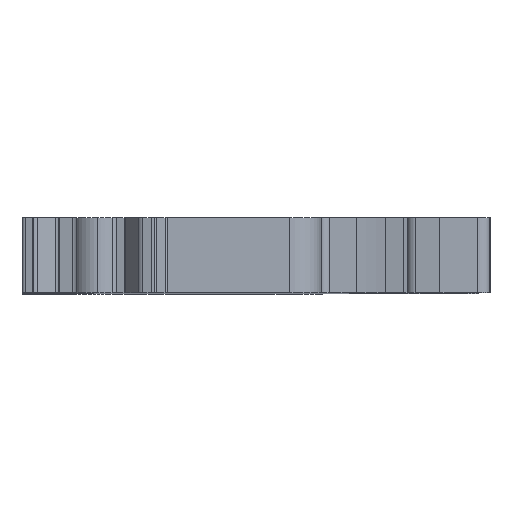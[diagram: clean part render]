
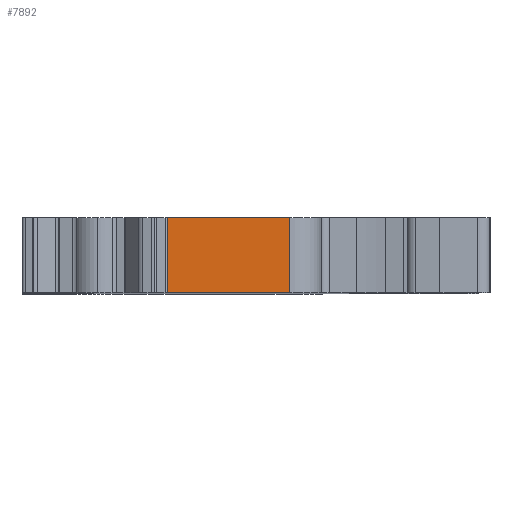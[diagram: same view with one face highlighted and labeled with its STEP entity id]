
A CAD part, top view. The second image highlights one B-rep face of the part: STEP entity #7892.
In plain terms, the highlighted face is planar.
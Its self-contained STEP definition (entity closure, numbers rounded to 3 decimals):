
#99 = EDGE_CURVE ( 'NONE', #5681, #6296, #7334, .T. ) ;
#254 = DIRECTION ( 'NONE',  ( 0., 1., 0. ) ) ;
#347 = FACE_OUTER_BOUND ( 'NONE', #8922, .T. ) ;
#398 = CARTESIAN_POINT ( 'NONE',  ( 0., -43.427, 8.443 ) ) ;
#660 = VECTOR ( 'NONE', #8085, 1000. ) ;
#1143 = ORIENTED_EDGE ( 'NONE', *, *, #99, .T. ) ;
#1372 = AXIS2_PLACEMENT_3D ( 'NONE', #398, #254, #6193 ) ;
#1562 = EDGE_CURVE ( 'NONE', #2444, #5681, #6396, .T. ) ;
#2444 = VERTEX_POINT ( 'NONE', #7600 ) ;
#2531 = EDGE_CURVE ( 'NONE', #6699, #6296, #8644, .T. ) ;
#2558 = PLANE ( 'NONE',  #1372 ) ;
#2629 = DIRECTION ( 'NONE',  ( 1., 0., 0. ) ) ;
#2734 = CARTESIAN_POINT ( 'NONE',  ( 6., -43.427, 8.443 ) ) ;
#2833 = EDGE_CURVE ( 'NONE', #2444, #6699, #3968, .T. ) ;
#3524 = ORIENTED_EDGE ( 'NONE', *, *, #2531, .F. ) ;
#3968 = LINE ( 'NONE', #6126, #5326 ) ;
#3979 = CARTESIAN_POINT ( 'NONE',  ( 0., -43.427, 18.197 ) ) ;
#4492 = VECTOR ( 'NONE', #2629, 1000. ) ;
#4825 = ORIENTED_EDGE ( 'NONE', *, *, #2833, .F. ) ;
#5326 = VECTOR ( 'NONE', #9018, 1000. ) ;
#5401 = ORIENTED_EDGE ( 'NONE', *, *, #1562, .T. ) ;
#5681 = VERTEX_POINT ( 'NONE', #2734 ) ;
#6126 = CARTESIAN_POINT ( 'NONE',  ( 0., -43.427, 8.443 ) ) ;
#6193 = DIRECTION ( 'NONE',  ( 1., 0., 0. ) ) ;
#6296 = VERTEX_POINT ( 'NONE', #9194 ) ;
#6396 = LINE ( 'NONE', #8532, #4492 ) ;
#6699 = VERTEX_POINT ( 'NONE', #3979 ) ;
#7334 = LINE ( 'NONE', #7427, #660 ) ;
#7427 = CARTESIAN_POINT ( 'NONE',  ( 6., -43.427, 8.443 ) ) ;
#7440 = VECTOR ( 'NONE', #7928, 1000. ) ;
#7600 = CARTESIAN_POINT ( 'NONE',  ( 0., -43.427, 8.443 ) ) ;
#7892 = ADVANCED_FACE ( 'NONE', ( #347 ), #2558, .F. ) ;
#7928 = DIRECTION ( 'NONE',  ( 1., 0., 0. ) ) ;
#8022 = CARTESIAN_POINT ( 'NONE',  ( 0., -43.427, 18.197 ) ) ;
#8085 = DIRECTION ( 'NONE',  ( 0., 0., 1. ) ) ;
#8532 = CARTESIAN_POINT ( 'NONE',  ( 0., -43.427, 8.443 ) ) ;
#8644 = LINE ( 'NONE', #8022, #7440 ) ;
#8922 = EDGE_LOOP ( 'NONE', ( #1143, #3524, #4825, #5401 ) ) ;
#9018 = DIRECTION ( 'NONE',  ( 0., 0., 1. ) ) ;
#9194 = CARTESIAN_POINT ( 'NONE',  ( 6., -43.427, 18.197 ) ) ;
